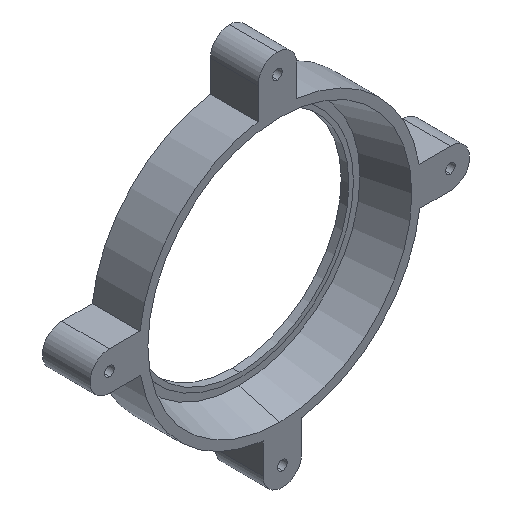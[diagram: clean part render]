
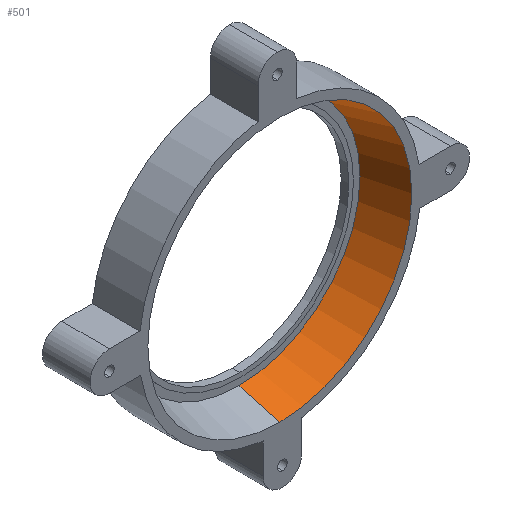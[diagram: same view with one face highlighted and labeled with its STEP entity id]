
A CAD part, isometric view. The second image highlights one B-rep face of the part: STEP entity #501.
In plain terms, the highlighted conical face has half-angle 15 degrees and reference radius 58.2 mm.
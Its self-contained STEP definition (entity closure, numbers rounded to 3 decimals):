
#4 = ORIENTED_EDGE ( 'NONE', *, *, #816, .T. ) ;
#34 = LINE ( 'NONE', #439, #600 ) ;
#113 = CARTESIAN_POINT ( 'NONE',  ( 0., 0.4, 0. ) ) ;
#158 = CARTESIAN_POINT ( 'NONE',  ( 0., 18.4, 0. ) ) ;
#164 = VERTEX_POINT ( 'NONE', #404 ) ;
#184 = VERTEX_POINT ( 'NONE', #901 ) ;
#284 = CARTESIAN_POINT ( 'NONE',  ( 0., 0.4, 58.093 ) ) ;
#301 = EDGE_CURVE ( 'NONE', #184, #1081, #1144, .T. ) ;
#319 = CARTESIAN_POINT ( 'NONE',  ( 0., 18.4, 53.27 ) ) ;
#333 = DIRECTION ( 'NONE',  ( 0., 0., -1. ) ) ;
#355 = DIRECTION ( 'NONE',  ( 0., -0.966, 0.259 ) ) ;
#356 = ORIENTED_EDGE ( 'NONE', *, *, #758, .T. ) ;
#360 = DIRECTION ( 'NONE',  ( 0., 1., 0. ) ) ;
#404 = CARTESIAN_POINT ( 'NONE',  ( 0., 18.4, -53.27 ) ) ;
#417 = ORIENTED_EDGE ( 'NONE', *, *, #765, .F. ) ;
#439 = CARTESIAN_POINT ( 'NONE',  ( 0., 0., -58.2 ) ) ;
#501 = ADVANCED_FACE ( 'NONE', ( #980 ), #1226, .F. ) ;
#544 = ORIENTED_EDGE ( 'NONE', *, *, #301, .T. ) ;
#600 = VECTOR ( 'NONE', #859, 1000. ) ;
#648 = AXIS2_PLACEMENT_3D ( 'NONE', #860, #787, #1193 ) ;
#758 = EDGE_CURVE ( 'NONE', #164, #184, #34, .T. ) ;
#765 = EDGE_CURVE ( 'NONE', #1313, #1081, #1068, .T. ) ;
#787 = DIRECTION ( 'NONE',  ( 0., -1., 0. ) ) ;
#797 = CARTESIAN_POINT ( 'NONE',  ( 0., 0., 58.2 ) ) ;
#816 = EDGE_CURVE ( 'NONE', #1313, #164, #1039, .T. ) ;
#826 = AXIS2_PLACEMENT_3D ( 'NONE', #158, #360, #1078 ) ;
#847 = VECTOR ( 'NONE', #355, 1000. ) ;
#859 = DIRECTION ( 'NONE',  ( 0., -0.966, -0.259 ) ) ;
#860 = CARTESIAN_POINT ( 'NONE',  ( 0., 0., 0. ) ) ;
#901 = CARTESIAN_POINT ( 'NONE',  ( 0., 0.4, -58.093 ) ) ;
#980 = FACE_OUTER_BOUND ( 'NONE', #1111, .T. ) ;
#1039 = CIRCLE ( 'NONE', #826, 53.27 ) ;
#1068 = LINE ( 'NONE', #797, #847 ) ;
#1078 = DIRECTION ( 'NONE',  ( 0., 0., 1. ) ) ;
#1081 = VERTEX_POINT ( 'NONE', #284 ) ;
#1111 = EDGE_LOOP ( 'NONE', ( #4, #356, #544, #417 ) ) ;
#1144 = CIRCLE ( 'NONE', #1301, 58.093 ) ;
#1193 = DIRECTION ( 'NONE',  ( 0., 0., 1. ) ) ;
#1226 = CONICAL_SURFACE ( 'NONE', #648, 58.2, 0.262 ) ;
#1248 = DIRECTION ( 'NONE',  ( 0., -1., 0. ) ) ;
#1301 = AXIS2_PLACEMENT_3D ( 'NONE', #113, #1248, #333 ) ;
#1313 = VERTEX_POINT ( 'NONE', #319 ) ;
